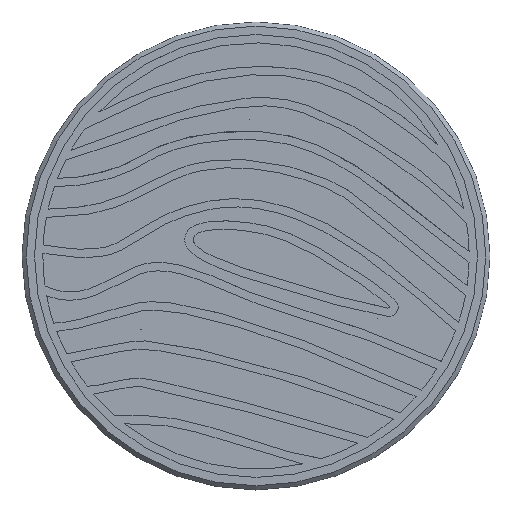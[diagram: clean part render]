
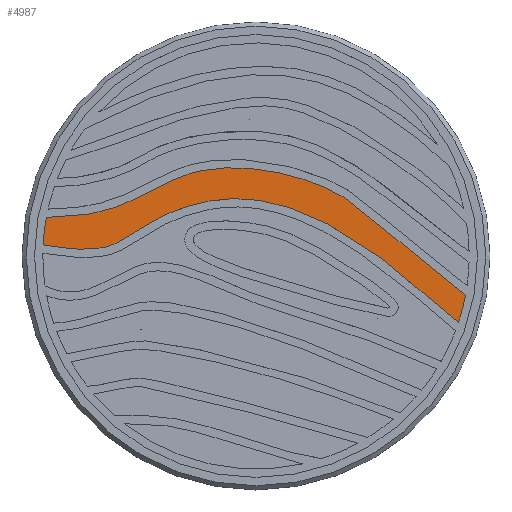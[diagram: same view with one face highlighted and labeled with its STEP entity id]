
A CAD part, top view. The second image highlights one B-rep face of the part: STEP entity #4987.
In plain terms, the highlighted planar face has unit normal (0, 0, 1).
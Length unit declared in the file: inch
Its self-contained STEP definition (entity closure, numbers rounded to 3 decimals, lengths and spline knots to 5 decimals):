
#12 = CARTESIAN_POINT ( 'NONE',  ( -0.71454, 0.29327, 0.21875 ) ) ;
#292 = CARTESIAN_POINT ( 'NONE',  ( -0.58116, 0.34947, 0.21875 ) ) ;
#454 = EDGE_CURVE ( 'NONE', #2753, #4201, #6997, .T. ) ;
#508 = CARTESIAN_POINT ( 'NONE',  ( 1.03308, -0.08737, 0.21875 ) ) ;
#577 = VERTEX_POINT ( 'NONE', #5224 ) ;
#719 = FACE_OUTER_BOUND ( 'NONE', #5867, .T. ) ;
#1179 = ORIENTED_EDGE ( 'NONE', *, *, #3132, .T. ) ;
#1245 = CARTESIAN_POINT ( 'NONE',  ( -0.21991, 0.75246, 0.21875 ) ) ;
#1285 = VERTEX_POINT ( 'NONE', #5749 ) ;
#1441 = CARTESIAN_POINT ( 'NONE',  ( 1.56653, -0.29332, 0.21875 ) ) ;
#1833 = CARTESIAN_POINT ( 'NONE',  ( -0.82218, 0.23006, 0.21875 ) ) ;
#1949 = DIRECTION ( 'NONE',  ( 0., 0., 1. ) ) ;
#2002 = CARTESIAN_POINT ( 'NONE',  ( 1.5104, -0.49416, 0.21875 ) ) ;
#2341 = CARTESIAN_POINT ( 'NONE',  ( -1.35616, 0.05211, 0.21875 ) ) ;
#2565 = CARTESIAN_POINT ( 'NONE',  ( -1.25802, 0.04836, 0.21875 ) ) ;
#2716 = CARTESIAN_POINT ( 'NONE',  ( -0.90485, 0.43953, 0.21875 ) ) ;
#2753 = VERTEX_POINT ( 'NONE', #3764 ) ;
#2930 = CARTESIAN_POINT ( 'NONE',  ( 1.37731, -0.38059, 0.21875 ) ) ;
#3033 = CARTESIAN_POINT ( 'NONE',  ( -0.42402, 0.39991, 0.21875 ) ) ;
#3099 = DIRECTION ( 'NONE',  ( 1., 0., 0. ) ) ;
#3132 = EDGE_CURVE ( 'NONE', #577, #1285, #5389, .T. ) ;
#3764 = CARTESIAN_POINT ( 'NONE',  ( -1.56751, 0.28801, 0.21875 ) ) ;
#3897 = CARTESIAN_POINT ( 'NONE',  ( -0.19411, 0.4408, 0.21875 ) ) ;
#4201 = VERTEX_POINT ( 'NONE', #6457 ) ;
#4438 = CARTESIAN_POINT ( 'NONE',  ( 1.1559, 0.04748, 0.21875 ) ) ;
#4449 = DIRECTION ( 'NONE',  ( 1., 0., 0. ) ) ;
#4903 = AXIS2_PLACEMENT_3D ( 'NONE', #7445, #7342, #4449 ) ;
#4987 = ADVANCED_FACE ( 'NONE', ( #719 ), #6101, .T. ) ;
#5106 = CARTESIAN_POINT ( 'NONE',  ( 0.82121, 0.07054, 0.21875 ) ) ;
#5119 = EDGE_CURVE ( 'NONE', #2753, #1285, #6051, .T. ) ;
#5153 = DIRECTION ( 'NONE',  ( 1., 0., 0. ) ) ;
#5224 = CARTESIAN_POINT ( 'NONE',  ( 1.5142, -0.49722, 0.21875 ) ) ;
#5252 = CARTESIAN_POINT ( 'NONE',  ( 1.30126, -0.31394, 0.21875 ) ) ;
#5389 = CIRCLE ( 'NONE', #4903, 1.59375 ) ;
#5749 = CARTESIAN_POINT ( 'NONE',  ( 1.56653, -0.29332, 0.21875 ) ) ;
#5845 = CARTESIAN_POINT ( 'NONE',  ( 0.34063, 0.33641, 0.21875 ) ) ;
#5867 = EDGE_LOOP ( 'NONE', ( #6764, #9450, #7570, #1179 ) ) ;
#5895 = CARTESIAN_POINT ( 'NONE',  ( 0., 0., 0.21875 ) ) ;
#6051 = B_SPLINE_CURVE_WITH_KNOTS ( 'NONE', 3,
 ( #9567, #8772, #2716, #1245, #6674, #6567, #4438, #1441 ),
 .UNSPECIFIED., .F., .F.,
 ( 4, 1, 1, 1, 1, 4 ),
 ( 0.01368, 0.27298, 0.34136, 0.64577, 0.71544, 0.98744 ),
 .UNSPECIFIED. ) ;
#6101 = PLANE ( 'NONE',  #6754 ) ;
#6191 = CARTESIAN_POINT ( 'NONE',  ( -1.5157, 0.07059, 0.21875 ) ) ;
#6457 = CARTESIAN_POINT ( 'NONE',  ( -1.5916, 0.08275, 0.21875 ) ) ;
#6567 = CARTESIAN_POINT ( 'NONE',  ( 0.9453, 0.20438, 0.21875 ) ) ;
#6586 = CARTESIAN_POINT ( 'NONE',  ( 0.58927, 0.2164, 0.21875 ) ) ;
#6674 = CARTESIAN_POINT ( 'NONE',  ( 0.51988, 0.57073, 0.21875 ) ) ;
#6743 = CARTESIAN_POINT ( 'NONE',  ( 1.5142, -0.49722, 0.21875 ) ) ;
#6754 = AXIS2_PLACEMENT_3D ( 'NONE', #9107, #9007, #3099 ) ;
#6764 = ORIENTED_EDGE ( 'NONE', *, *, #5119, .F. ) ;
#6790 = CARTESIAN_POINT ( 'NONE',  ( -0.98642, 0.12553, 0.21875 ) ) ;
#6945 = CARTESIAN_POINT ( 'NONE',  ( -1.44493, 0.06114, 0.21875 ) ) ;
#6997 = CIRCLE ( 'NONE', #8441, 1.59375 ) ;
#7342 = DIRECTION ( 'NONE',  ( 0., 0., 1. ) ) ;
#7347 = CARTESIAN_POINT ( 'NONE',  ( 1.44521, -0.43979, 0.21875 ) ) ;
#7445 = CARTESIAN_POINT ( 'NONE',  ( 0., 0., 0.21875 ) ) ;
#7570 = ORIENTED_EDGE ( 'NONE', *, *, #8567, .F. ) ;
#7650 = CARTESIAN_POINT ( 'NONE',  ( -1.56617, 0.07852, 0.21875 ) ) ;
#7701 = CARTESIAN_POINT ( 'NONE',  ( -1.15865, 0.05695, 0.21875 ) ) ;
#8292 = CARTESIAN_POINT ( 'NONE',  ( 1.18981, -0.21755, 0.21875 ) ) ;
#8441 = AXIS2_PLACEMENT_3D ( 'NONE', #5895, #1949, #5153 ) ;
#8567 = EDGE_CURVE ( 'NONE', #577, #4201, #9400, .T. ) ;
#8670 = CARTESIAN_POINT ( 'NONE',  ( -1.03773, 0.09743, 0.21875 ) ) ;
#8772 = CARTESIAN_POINT ( 'NONE',  ( -1.10421, 0.28925, 0.21875 ) ) ;
#8896 = CARTESIAN_POINT ( 'NONE',  ( 0.07854, 0.41607, 0.21875 ) ) ;
#9007 = DIRECTION ( 'NONE',  ( 0., 0., 1. ) ) ;
#9107 = CARTESIAN_POINT ( 'NONE',  ( 0., 0., 0.21875 ) ) ;
#9144 = CARTESIAN_POINT ( 'NONE',  ( -0.92187, 0.16634, 0.21875 ) ) ;
#9192 = CARTESIAN_POINT ( 'NONE',  ( -1.08847, 0.07539, 0.21875 ) ) ;
#9400 = B_SPLINE_CURVE_WITH_KNOTS ( 'NONE', 3,
 ( #6743, #2002, #9788, #7347, #2930, #5252, #8292, #508, #5106, #6586, #5845, #8896, #3897, #3033, #292, #12, #1833, #9144, #6790, #8670, #9192, #7701, #2565, #2341, #6945, #6191, #7650, #9837 ),
 .UNSPECIFIED., .F., .F.,
 ( 4, 1, 1, 1, 1, 1, 1, 1, 1, 1, 1, 1, 1, 1, 1, 1, 1, 1, 1, 1, 1, 1, 1, 1, 1, 4 ),
 ( 0.0556, 0.0625, 0.09375, 0.125, 0.15625, 0.1875, 0.25, 0.3125, 0.375, 0.4375, 0.5, 0.5625, 0.625, 0.65625, 0.6875, 0.75, 0.78125, 0.8125, 0.82813, 0.84375, 0.875, 0.90625, 0.9375, 0.95313, 0.96875, 0.98363 ),
 .UNSPECIFIED. ) ;
#9450 = ORIENTED_EDGE ( 'NONE', *, *, #454, .T. ) ;
#9567 = CARTESIAN_POINT ( 'NONE',  ( -1.56751, 0.28801, 0.21875 ) ) ;
#9788 = CARTESIAN_POINT ( 'NONE',  ( 1.48888, -0.4767, 0.21875 ) ) ;
#9837 = CARTESIAN_POINT ( 'NONE',  ( -1.5916, 0.08275, 0.21875 ) ) ;
